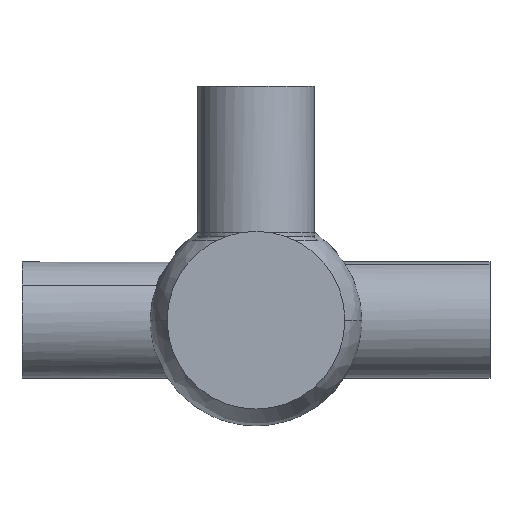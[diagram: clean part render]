
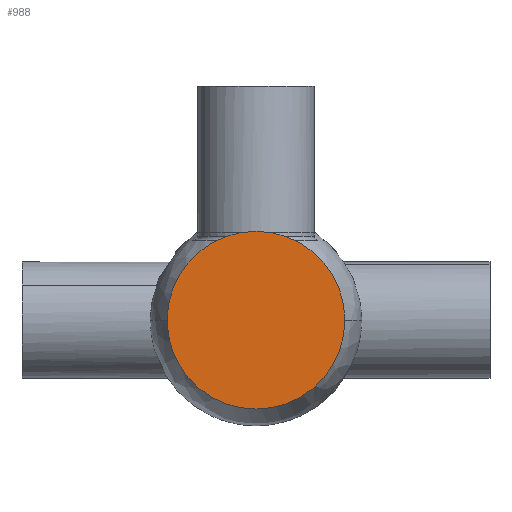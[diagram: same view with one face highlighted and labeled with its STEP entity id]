
A CAD part, front view. The second image highlights one B-rep face of the part: STEP entity #988.
In plain terms, the highlighted planar face has unit normal (0, -1, 0).
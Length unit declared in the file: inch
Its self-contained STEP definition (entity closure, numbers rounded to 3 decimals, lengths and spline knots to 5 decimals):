
#163 = CARTESIAN_POINT ( 'NONE',  ( 1.525, -6.262, 0. ) ) ;
#230 = AXIS2_PLACEMENT_3D ( 'NONE', #1290, #3504, #1611 ) ;
#295 = CARTESIAN_POINT ( 'NONE',  ( -1.525, -6.262, 0. ) ) ;
#846 = AXIS2_PLACEMENT_3D ( 'NONE', #3947, #3675, #3661 ) ;
#988 = ADVANCED_FACE ( 'NONE', ( #3522 ), #2372, .F. ) ;
#1199 = ORIENTED_EDGE ( 'NONE', *, *, #1377, .F. ) ;
#1236 = DIRECTION ( 'NONE',  ( -1., 0., 0. ) ) ;
#1246 = DIRECTION ( 'NONE',  ( 0., 1., 0. ) ) ;
#1262 = CARTESIAN_POINT ( 'NONE',  ( 0., -6.262, 0. ) ) ;
#1290 = CARTESIAN_POINT ( 'NONE',  ( 0., -6.262, 0. ) ) ;
#1346 = CIRCLE ( 'NONE', #230, 1.525 ) ;
#1377 = EDGE_CURVE ( 'NONE', #3735, #1931, #1452, .T. ) ;
#1452 = CIRCLE ( 'NONE', #1558, 1.525 ) ;
#1549 = EDGE_CURVE ( 'NONE', #1931, #3735, #1346, .T. ) ;
#1558 = AXIS2_PLACEMENT_3D ( 'NONE', #1262, #1246, #1236 ) ;
#1611 = DIRECTION ( 'NONE',  ( -1., 0., 0. ) ) ;
#1931 = VERTEX_POINT ( 'NONE', #295 ) ;
#2372 = PLANE ( 'NONE',  #846 ) ;
#2989 = ORIENTED_EDGE ( 'NONE', *, *, #1549, .F. ) ;
#3504 = DIRECTION ( 'NONE',  ( 0., 1., 0. ) ) ;
#3522 = FACE_OUTER_BOUND ( 'NONE', #3859, .T. ) ;
#3661 = DIRECTION ( 'NONE',  ( -1., 0., 0. ) ) ;
#3675 = DIRECTION ( 'NONE',  ( 0., 1., 0. ) ) ;
#3735 = VERTEX_POINT ( 'NONE', #163 ) ;
#3859 = EDGE_LOOP ( 'NONE', ( #2989, #1199 ) ) ;
#3947 = CARTESIAN_POINT ( 'NONE',  ( 0., -6.262, 0. ) ) ;
